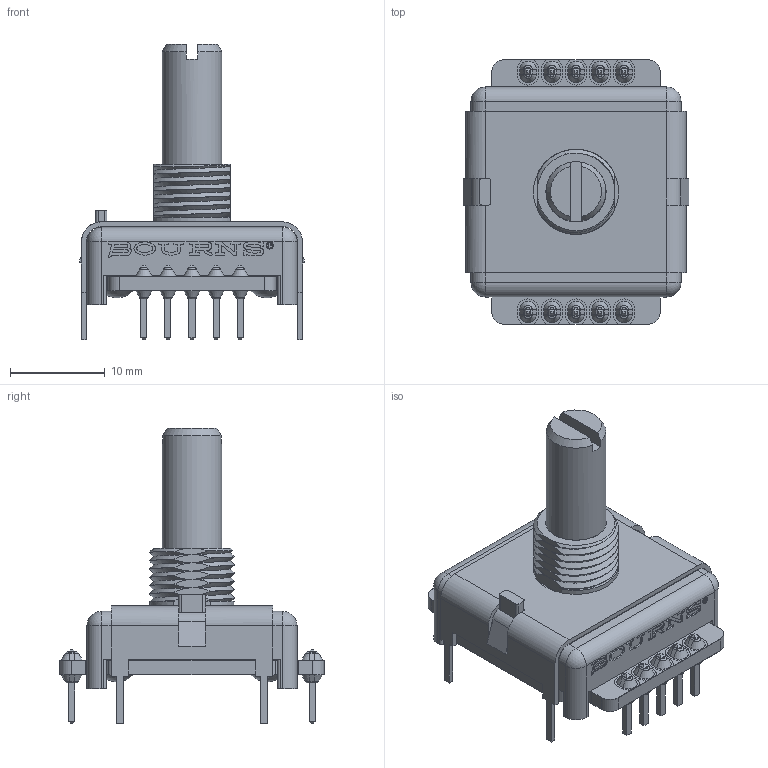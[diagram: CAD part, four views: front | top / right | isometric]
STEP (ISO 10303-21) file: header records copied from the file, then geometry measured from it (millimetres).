
FILE_DESCRIPTION(/* description */ (''),/* implementation_level */ '2;1');
FILE_NAME(/* name */ 'BOURNS - EAW0J-B24-BE128L.step',/* time_stamp */ '2019-12-21T05:34:11+00:00',/* author */ (''),/* organization */ (''),/* preprocessor_version */ 'ST-DEVELOPER v18',/* originating_system */ 'Autodesk Translation Framework v8.12.0.6',/* authorisation */ '');
FILE_SCHEMA (('AUTOMOTIVE_DESIGN { 1 0 10303 214 3 1 1 }'));
Products named in the file (1): Bourns - EAW0J-B24-BE128L
Bounding box: 23.88 x 27.94 x 31.23 mm (x, y, z)
Volume: 4288.3 mm3; surface area: 5919.7 mm2
Topology: 1 solids, 21 shells, 1742 faces, 4653 edges, 2989 vertices
Faces by surface type: plane 1222, cylinder 374, bspline 81, cone 45, torus 12, sphere 8
Full cylindrical faces by diameter (mm): 0.33 x1, 0.61 x1, 0.762 x1, 1.981 x4, 2.032 x12, 3.581 x2, 3.835 x1, 6.325 x1, 6.35 x1, 6.375 x1, 6.604 x1, 14.681 x1, 19.863 x2
Entity records: 60610 total; most frequent: CARTESIAN_POINT 16429, ORIENTED_EDGE 9298, DIRECTION 8838, EDGE_CURVE 4649, LINE 3332, VECTOR 3332, VERTEX_POINT 2989, AXIS2_PLACEMENT_3D 2753
